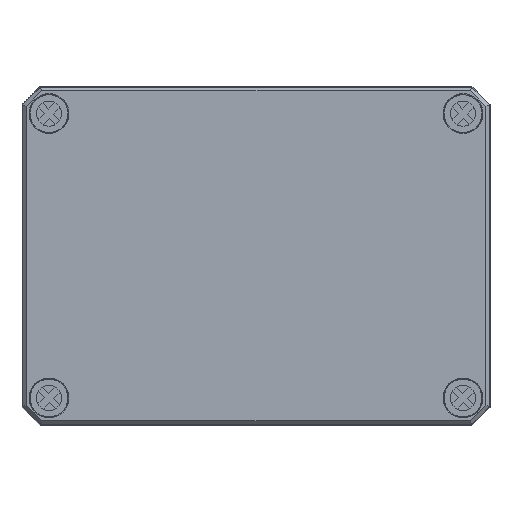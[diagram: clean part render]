
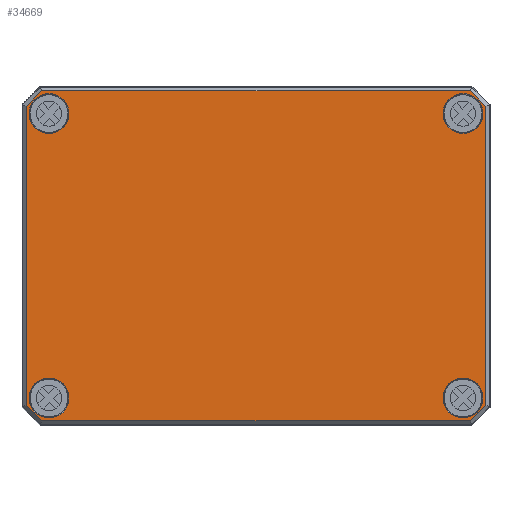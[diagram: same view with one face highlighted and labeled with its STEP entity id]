
A CAD part, top view. The second image highlights one B-rep face of the part: STEP entity #34669.
In plain terms, the highlighted planar face has unit normal (0, 0, 1).
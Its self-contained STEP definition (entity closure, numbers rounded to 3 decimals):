
#4076=LINE('',#62481,#6800);
#4077=LINE('',#62483,#6801);
#4078=LINE('',#62485,#6802);
#4079=LINE('',#62487,#6803);
#4080=LINE('',#62489,#6804);
#4081=LINE('',#62491,#6805);
#4082=LINE('',#62493,#6806);
#4083=LINE('',#62494,#6807);
#6800=VECTOR('',#44200,10.);
#6801=VECTOR('',#44201,10.);
#6802=VECTOR('',#44202,10.);
#6803=VECTOR('',#44203,10.);
#6804=VECTOR('',#44204,10.);
#6805=VECTOR('',#44205,10.);
#6806=VECTOR('',#44206,10.);
#6807=VECTOR('',#44207,10.);
#7688=FACE_BOUND('',#12262,.T.);
#7689=FACE_BOUND('',#12263,.T.);
#7690=FACE_BOUND('',#12264,.T.);
#7691=FACE_BOUND('',#12265,.T.);
#8362=PLANE('',#37186);
#9999=FACE_OUTER_BOUND('',#12261,.T.);
#12261=EDGE_LOOP('',(#30061,#30062,#30063,#30064,#30065,#30066,#30067,#30068));
#12262=EDGE_LOOP('',(#30069));
#12263=EDGE_LOOP('',(#30070));
#12264=EDGE_LOOP('',(#30071));
#12265=EDGE_LOOP('',(#30072));
#13653=CIRCLE('',#37181,5.53);
#13657=CIRCLE('',#37187,5.53);
#13658=CIRCLE('',#37188,5.53);
#13659=CIRCLE('',#37189,5.53);
#16732=VERTEX_POINT('',#62469);
#16735=VERTEX_POINT('',#62479);
#16736=VERTEX_POINT('',#62480);
#16737=VERTEX_POINT('',#62482);
#16738=VERTEX_POINT('',#62484);
#16739=VERTEX_POINT('',#62486);
#16740=VERTEX_POINT('',#62488);
#16741=VERTEX_POINT('',#62490);
#16742=VERTEX_POINT('',#62492);
#16743=VERTEX_POINT('',#62495);
#16744=VERTEX_POINT('',#62497);
#16745=VERTEX_POINT('',#62499);
#21250=EDGE_CURVE('',#16732,#16732,#13653,.T.);
#21255=EDGE_CURVE('',#16735,#16736,#4076,.T.);
#21256=EDGE_CURVE('',#16737,#16735,#4077,.T.);
#21257=EDGE_CURVE('',#16738,#16737,#4078,.T.);
#21258=EDGE_CURVE('',#16739,#16738,#4079,.T.);
#21259=EDGE_CURVE('',#16740,#16739,#4080,.T.);
#21260=EDGE_CURVE('',#16741,#16740,#4081,.T.);
#21261=EDGE_CURVE('',#16742,#16741,#4082,.T.);
#21262=EDGE_CURVE('',#16736,#16742,#4083,.T.);
#21263=EDGE_CURVE('',#16743,#16743,#13657,.T.);
#21264=EDGE_CURVE('',#16744,#16744,#13658,.T.);
#21265=EDGE_CURVE('',#16745,#16745,#13659,.T.);
#30061=ORIENTED_EDGE('',*,*,#21255,.F.);
#30062=ORIENTED_EDGE('',*,*,#21256,.F.);
#30063=ORIENTED_EDGE('',*,*,#21257,.F.);
#30064=ORIENTED_EDGE('',*,*,#21258,.F.);
#30065=ORIENTED_EDGE('',*,*,#21259,.F.);
#30066=ORIENTED_EDGE('',*,*,#21260,.F.);
#30067=ORIENTED_EDGE('',*,*,#21261,.F.);
#30068=ORIENTED_EDGE('',*,*,#21262,.F.);
#30069=ORIENTED_EDGE('',*,*,#21263,.F.);
#30070=ORIENTED_EDGE('',*,*,#21264,.F.);
#30071=ORIENTED_EDGE('',*,*,#21265,.F.);
#30072=ORIENTED_EDGE('',*,*,#21250,.F.);
#34669=ADVANCED_FACE('',(#9999,#7688,#7689,#7690,#7691),#8362,.T.);
#37181=AXIS2_PLACEMENT_3D('',#62470,#44187,#44188);
#37186=AXIS2_PLACEMENT_3D('',#62478,#44198,#44199);
#37187=AXIS2_PLACEMENT_3D('',#62496,#44208,#44209);
#37188=AXIS2_PLACEMENT_3D('',#62498,#44210,#44211);
#37189=AXIS2_PLACEMENT_3D('',#62500,#44212,#44213);
#44187=DIRECTION('center_axis',(0.,0.,1.));
#44188=DIRECTION('ref_axis',(-1.,0.,0.));
#44198=DIRECTION('center_axis',(0.,0.,1.));
#44199=DIRECTION('ref_axis',(1.,0.,0.));
#44200=DIRECTION('',(0.707,-0.707,0.));
#44201=DIRECTION('',(1.,0.,0.));
#44202=DIRECTION('',(0.707,0.707,0.));
#44203=DIRECTION('',(0.,1.,0.));
#44204=DIRECTION('',(-0.707,0.707,0.));
#44205=DIRECTION('',(-1.,0.,0.));
#44206=DIRECTION('',(-0.707,-0.707,0.));
#44207=DIRECTION('',(0.,-1.,0.));
#44208=DIRECTION('center_axis',(0.,0.,1.));
#44209=DIRECTION('ref_axis',(1.,0.,0.));
#44210=DIRECTION('center_axis',(0.,0.,1.));
#44211=DIRECTION('ref_axis',(1.,0.,0.));
#44212=DIRECTION('center_axis',(0.,0.,1.));
#44213=DIRECTION('ref_axis',(-1.,0.,0.));
#62469=CARTESIAN_POINT('',(-51.97,39.5,15.));
#62470=CARTESIAN_POINT('Origin',(-57.5,39.5,15.));
#62478=CARTESIAN_POINT('Origin',(0.,0.,
15.));
#62479=CARTESIAN_POINT('',(59.532,45.869,15.));
#62480=CARTESIAN_POINT('',(63.869,41.532,15.));
#62481=CARTESIAN_POINT('',(55.95,49.45,15.));
#62482=CARTESIAN_POINT('',(-59.532,45.869,15.));
#62483=CARTESIAN_POINT('',(-30.,45.869,15.));
#62484=CARTESIAN_POINT('',(-63.869,41.532,15.));
#62485=CARTESIAN_POINT('',(-58.45,46.95,15.));
#62486=CARTESIAN_POINT('',(-63.869,-41.532,15.));
#62487=CARTESIAN_POINT('',(-63.869,-21.,15.));
#62488=CARTESIAN_POINT('',(-59.532,-45.869,15.));
#62489=CARTESIAN_POINT('',(-55.95,-49.45,15.));
#62490=CARTESIAN_POINT('',(59.532,-45.869,15.));
#62491=CARTESIAN_POINT('',(30.,-45.869,15.));
#62492=CARTESIAN_POINT('',(63.869,-41.532,15.));
#62493=CARTESIAN_POINT('',(58.45,-46.95,15.));
#62494=CARTESIAN_POINT('',(63.869,21.,15.));
#62495=CARTESIAN_POINT('',(63.03,39.5,15.));
#62496=CARTESIAN_POINT('Origin',(57.5,39.5,15.));
#62497=CARTESIAN_POINT('',(63.03,-39.5,15.));
#62498=CARTESIAN_POINT('Origin',(57.5,-39.5,15.));
#62499=CARTESIAN_POINT('',(-51.97,-39.5,15.));
#62500=CARTESIAN_POINT('Origin',(-57.5,-39.5,15.));
